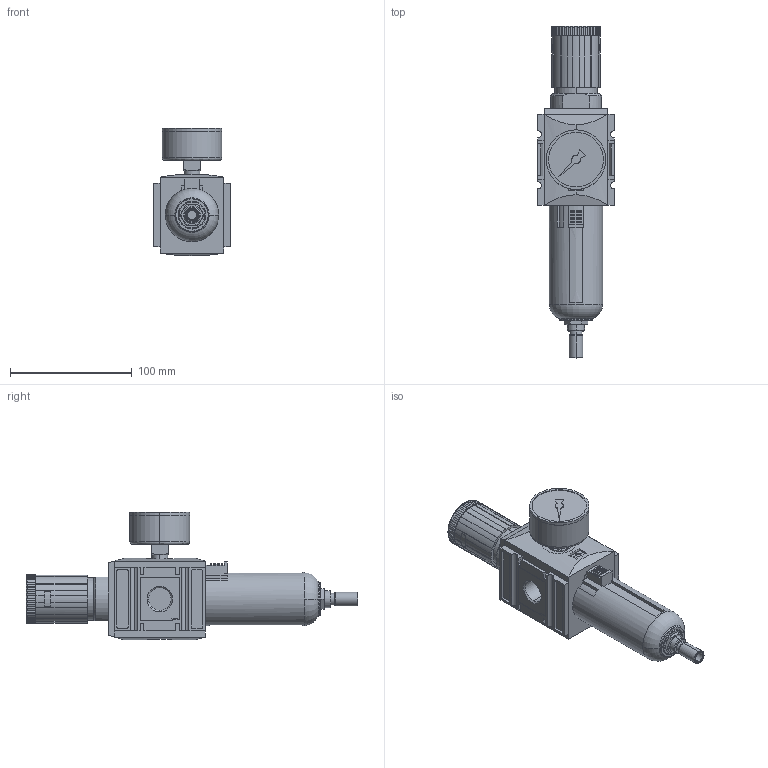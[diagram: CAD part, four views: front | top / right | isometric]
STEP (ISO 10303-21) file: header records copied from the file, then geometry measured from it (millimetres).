
FILE_DESCRIPTION (( 'STEP AP214' ), '1' );
FILE_NAME ('KN-KFRG212_8_GAM.STEP', '2018-08-29T14:59:47', ( '' ), ( '' ), 'SwSTEP 2.0', 'SolidWorks 2018', '' );
FILE_SCHEMA (( 'AUTOMOTIVE_DESIGN' ));
Length unit declared in the file: millimetre
Products named in the file (1): KN-KFRG212_8_GAM
Bounding box: 63 x 273 x 105.06 mm (x, y, z)
Volume: 565322.2 mm3; surface area: 75220.5 mm2
Topology: 4 solids, 5 shells, 632 faces, 1648 edges, 1070 vertices
Faces by surface type: plane 318, cylinder 225, bspline 52, cone 35, torus 2
Entity records: 28348 total; most frequent: CARTESIAN_POINT 5988, ORIENTED_EDGE 3296, DIRECTION 3140, EDGE_CURVE 1648, AXIS2_PLACEMENT_3D 1125, VERTEX_POINT 1070, VECTOR 890, LINE 890
